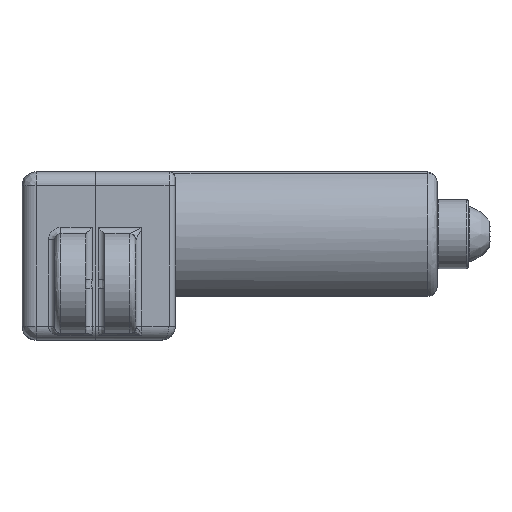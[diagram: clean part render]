
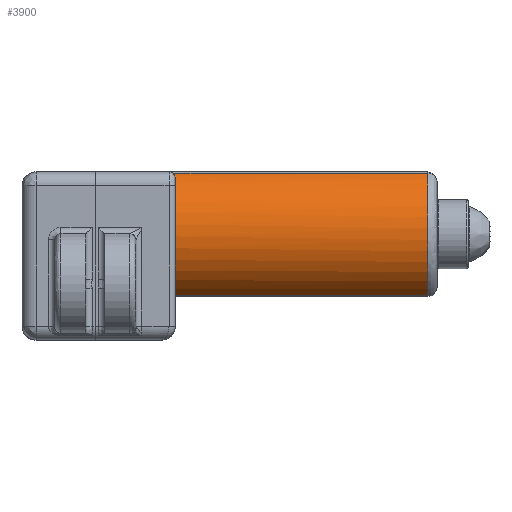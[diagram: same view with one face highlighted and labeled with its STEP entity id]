
A CAD part, left-side view. The second image highlights one B-rep face of the part: STEP entity #3900.
In plain terms, the highlighted cylindrical face has radius 22.5 mm (diameter 45 mm), a partial arc.
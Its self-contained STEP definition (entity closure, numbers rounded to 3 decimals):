
#79 = EDGE_LOOP ( 'NONE', ( #4478, #8627, #8084, #6165, #9360, #6979 ) ) ;
#332 = CARTESIAN_POINT ( 'NONE',  ( -40.908, -123.146, 100.648 ) ) ;
#926 = CARTESIAN_POINT ( 'NONE',  ( -40.908, -123.146, 100.648 ) ) ;
#1106 = LINE ( 'NONE', #5090, #10715 ) ;
#1128 = CARTESIAN_POINT ( 'NONE',  ( -56.17, -123.146, 117.18 ) ) ;
#1277 = DIRECTION ( 'NONE',  ( 0., 1., 0. ) ) ;
#1280 = DIRECTION ( 'NONE',  ( 0., 0., 1. ) ) ;
#1384 = DIRECTION ( 'NONE',  ( 0., -1., 0. ) ) ;
#1760 = CARTESIAN_POINT ( 'NONE',  ( -40.908, -207.146, 100.648 ) ) ;
#2209 = VERTEX_POINT ( 'NONE', #2236 ) ;
#2236 = CARTESIAN_POINT ( 'NONE',  ( -51.928, -207.146, 120.265 ) ) ;
#2710 = DIRECTION ( 'NONE',  ( 0., 0., 1. ) ) ;
#3375 = AXIS2_PLACEMENT_3D ( 'NONE', #3781, #10296, #4718 ) ;
#3737 = CARTESIAN_POINT ( 'NONE',  ( -51.933, -207.146, 81.034 ) ) ;
#3781 = CARTESIAN_POINT ( 'NONE',  ( -40.908, -124.146, 100.648 ) ) ;
#3900 = ADVANCED_FACE ( 'NONE', ( #8311 ), #8017, .T. ) ;
#4478 = ORIENTED_EDGE ( 'NONE', *, *, #8791, .F. ) ;
#4556 = CARTESIAN_POINT ( 'NONE',  ( -51.928, -123.146, 120.265 ) ) ;
#4636 = VERTEX_POINT ( 'NONE', #1128 ) ;
#4694 = CIRCLE ( 'NONE', #4915, 22.5 ) ;
#4718 = DIRECTION ( 'NONE',  ( 0., 0., -1. ) ) ;
#4834 = DIRECTION ( 'NONE',  ( 0., -1., 0. ) ) ;
#4915 = AXIS2_PLACEMENT_3D ( 'NONE', #332, #6852, #1280 ) ;
#4946 = CARTESIAN_POINT ( 'NONE',  ( -51.933, -124.146, 81.034 ) ) ;
#5090 = CARTESIAN_POINT ( 'NONE',  ( -51.933, -123.146, 81.034 ) ) ;
#5178 = AXIS2_PLACEMENT_3D ( 'NONE', #1760, #8286, #2710 ) ;
#6159 = AXIS2_PLACEMENT_3D ( 'NONE', #926, #4834, #11211 ) ;
#6165 = ORIENTED_EDGE ( 'NONE', *, *, #10680, .T. ) ;
#6760 = VECTOR ( 'NONE', #1277, 1000. ) ;
#6849 = CARTESIAN_POINT ( 'NONE',  ( -56.17, -149.056, 117.18 ) ) ;
#6852 = DIRECTION ( 'NONE',  ( 0., 1., 0. ) ) ;
#6979 = ORIENTED_EDGE ( 'NONE', *, *, #9071, .T. ) ;
#7106 = VERTEX_POINT ( 'NONE', #4946 ) ;
#7541 = DIRECTION ( 'NONE',  ( 0., 1., 0. ) ) ;
#7597 = CARTESIAN_POINT ( 'NONE',  ( -51.928, -123.146, 120.265 ) ) ;
#7619 = VECTOR ( 'NONE', #7541, 1000. ) ;
#7695 = EDGE_CURVE ( 'NONE', #7992, #4636, #9235, .T. ) ;
#7978 = CIRCLE ( 'NONE', #3375, 22.5 ) ;
#7992 = VERTEX_POINT ( 'NONE', #10495 ) ;
#8017 = CYLINDRICAL_SURFACE ( 'NONE', #6159, 22.5 ) ;
#8084 = ORIENTED_EDGE ( 'NONE', *, *, #10057, .F. ) ;
#8199 = LINE ( 'NONE', #4556, #7619 ) ;
#8237 = VERTEX_POINT ( 'NONE', #3737 ) ;
#8286 = DIRECTION ( 'NONE',  ( 0., 1., 0. ) ) ;
#8311 = FACE_OUTER_BOUND ( 'NONE', #79, .T. ) ;
#8627 = ORIENTED_EDGE ( 'NONE', *, *, #7695, .F. ) ;
#8671 = VERTEX_POINT ( 'NONE', #7597 ) ;
#8791 = EDGE_CURVE ( 'NONE', #4636, #8671, #4694, .T. ) ;
#8840 = CIRCLE ( 'NONE', #5178, 22.5 ) ;
#9071 = EDGE_CURVE ( 'NONE', #2209, #8671, #8199, .T. ) ;
#9235 = LINE ( 'NONE', #6849, #6760 ) ;
#9360 = ORIENTED_EDGE ( 'NONE', *, *, #11386, .T. ) ;
#10057 = EDGE_CURVE ( 'NONE', #7106, #7992, #7978, .T. ) ;
#10296 = DIRECTION ( 'NONE',  ( 0., 1., 0. ) ) ;
#10495 = CARTESIAN_POINT ( 'NONE',  ( -56.17, -124.146, 117.18 ) ) ;
#10680 = EDGE_CURVE ( 'NONE', #7106, #8237, #1106, .T. ) ;
#10715 = VECTOR ( 'NONE', #1384, 1000. ) ;
#11211 = DIRECTION ( 'NONE',  ( 0., 0., 1. ) ) ;
#11386 = EDGE_CURVE ( 'NONE', #8237, #2209, #8840, .T. ) ;
